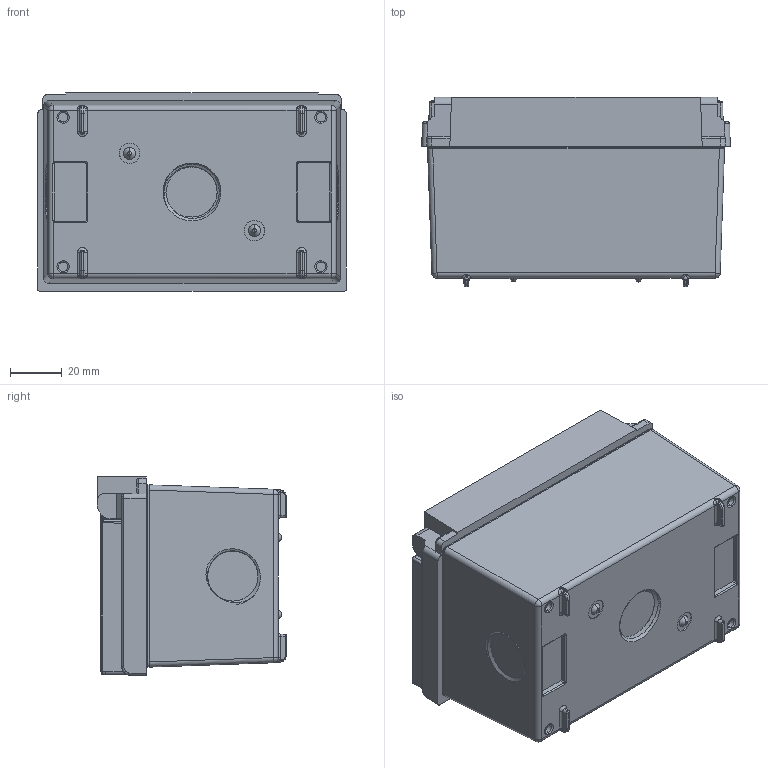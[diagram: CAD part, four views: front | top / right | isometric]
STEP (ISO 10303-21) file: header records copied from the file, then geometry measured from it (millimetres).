
FILE_DESCRIPTION (( 'STEP AP203' ), '1' );
FILE_NAME ('ORC7693-M01.STEP', '2026-03-11T17:37:06', ( '' ), ( '' ), 'SwSTEP 2.0', 'SolidWorks 2024', '' );
FILE_SCHEMA (( 'CONFIG_CONTROL_DESIGN' ));
Products named in the file (1): ORC7693-M01
Bounding box: 119.74 x 73.45 x 76.91 mm (x, y, z)
Volume: 449965.3 mm3; surface area: 109936 mm2
Topology: 7 solids, 35 shells, 4165 faces, 10422 edges, 6478 vertices
Faces by surface type: plane 1881, bspline 1044, cylinder 978, cone 127, sphere 74, torus 61
Entity records: 166411 total; most frequent: CARTESIAN_POINT 75970, ORIENTED_EDGE 20804, DIRECTION 15805, EDGE_CURVE 10402, VERTEX_POINT 6478, LINE 6039, VECTOR 6039, AXIS2_PLACEMENT_3D 4883
